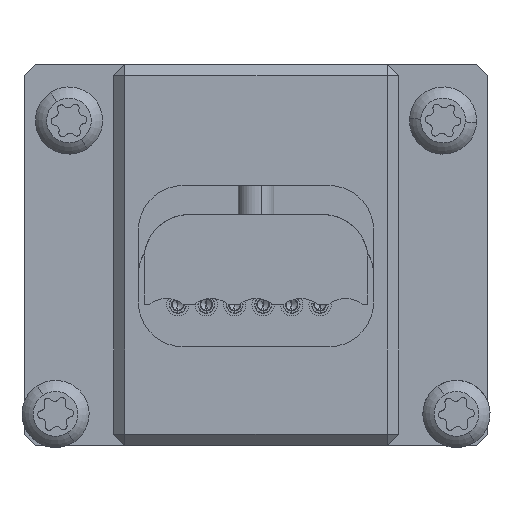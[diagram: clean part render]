
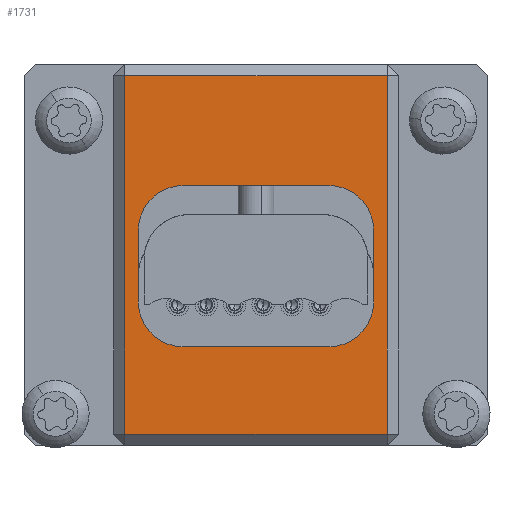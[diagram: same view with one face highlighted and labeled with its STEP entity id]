
A CAD part, front view. The second image highlights one B-rep face of the part: STEP entity #1731.
In plain terms, the highlighted planar face has unit normal (0, -1, 0).
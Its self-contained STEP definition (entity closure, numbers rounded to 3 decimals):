
#2 = DIRECTION ( 'NONE',  ( 0., 1., 0. ) ) ;
#140 = VERTEX_POINT ( 'NONE', #3649 ) ;
#174 = EDGE_CURVE ( 'Defeature ausgef�hrt1_139+Defeature ausgef�hrt1_166+Defeature ausgef�hrt1_167+Defeature ausgef�hrt1_165', #5807, #4515, #10821, .T. ) ;
#278 = EDGE_CURVE ( 'Defeature ausgef�hrt1_139+Defeature ausgef�hrt1_165+Defeature ausgef�hrt1_166+Defeature ausgef�hrt1_164', #4515, #4333, #16169, .T. ) ;
#315 = CARTESIAN_POINT ( 'NONE',  ( -3.25, -16.67, 2.5 ) ) ;
#398 = AXIS2_PLACEMENT_3D ( 'NONE', #2809, #5548, #2718 ) ;
#805 = VECTOR ( 'NONE', #13103, 1000. ) ;
#817 = DIRECTION ( 'NONE',  ( -1., 0., 0. ) ) ;
#853 = AXIS2_PLACEMENT_3D ( 'NONE', #8348, #13367, #817 ) ;
#1112 = CARTESIAN_POINT ( 'NONE',  ( 0., -16.67, 1.4 ) ) ;
#1446 = VECTOR ( 'NONE', #7063, 1000. ) ;
#1731 = ADVANCED_FACE ( 'Defeature ausgef�hrt1_139', ( #10235, #8885 ), #7459, .F. ) ;
#1973 = CIRCLE ( 'NONE', #8904, 2. ) ;
#2046 = CARTESIAN_POINT ( 'NONE',  ( 3.25, -16.67, 4.5 ) ) ;
#2491 = VECTOR ( 'NONE', #8283, 1000. ) ;
#2718 = DIRECTION ( 'NONE',  ( -1., 0., 0. ) ) ;
#2809 = CARTESIAN_POINT ( 'NONE',  ( 3.25, -16.67, -0.7 ) ) ;
#3149 = CARTESIAN_POINT ( 'NONE',  ( 3.25, -16.67, -2.7 ) ) ;
#3649 = CARTESIAN_POINT ( 'NONE',  ( 5.85, -16.67, -6.6 ) ) ;
#3886 = DIRECTION ( 'NONE',  ( 0., 1., 0. ) ) ;
#3976 = ORIENTED_EDGE ( 'NONE', *, *, #7729, .F. ) ;
#4333 = VERTEX_POINT ( 'NONE', #6153 ) ;
#4458 = EDGE_CURVE ( 'Defeature ausgef�hrt1_139+Defeature ausgef�hrt1_156+Defeature ausgef�hrt1_161+Defeature ausgef�hrt1_155', #4577, #8545, #6578, .T. ) ;
#4515 = VERTEX_POINT ( 'NONE', #3149 ) ;
#4577 = VERTEX_POINT ( 'NONE', #13186 ) ;
#4587 = CARTESIAN_POINT ( 'NONE',  ( 5.25, -16.67, 0.5 ) ) ;
#4872 = DIRECTION ( 'NONE',  ( -1., 0., 0. ) ) ;
#4898 = DIRECTION ( 'NONE',  ( 1., 0., 0. ) ) ;
#5050 = EDGE_LOOP ( 'NONE', ( #11246, #9944, #14882, #3976, #8318, #14093, #10884, #15735 ) ) ;
#5067 = CARTESIAN_POINT ( 'NONE',  ( -5.85, -16.67, -6.6 ) ) ;
#5327 = DIRECTION ( 'NONE',  ( 0., -1., 0. ) ) ;
#5548 = DIRECTION ( 'NONE',  ( 0., 1., 0. ) ) ;
#5703 = VECTOR ( 'NONE', #4898, 1000. ) ;
#5807 = VERTEX_POINT ( 'NONE', #13093 ) ;
#5906 = EDGE_CURVE ( 'Defeature ausgef�hrt1_139+Defeature ausgef�hrt1_164+Defeature ausgef�hrt1_165+Defeature ausgef�hrt1_171', #4333, #15871, #6652, .T. ) ;
#6019 = LINE ( 'NONE', #4587, #12384 ) ;
#6149 = CARTESIAN_POINT ( 'NONE',  ( 0., -16.67, -6.6 ) ) ;
#6153 = CARTESIAN_POINT ( 'NONE',  ( -3.25, -16.67, -2.7 ) ) ;
#6459 = VERTEX_POINT ( 'NONE', #13032 ) ;
#6578 = LINE ( 'NONE', #16508, #10789 ) ;
#6652 = CIRCLE ( 'NONE', #13065, 2. ) ;
#6757 = DIRECTION ( 'NONE',  ( -1., 0., 0. ) ) ;
#7063 = DIRECTION ( 'NONE',  ( -1., 0., 0. ) ) ;
#7106 = ORIENTED_EDGE ( 'NONE', *, *, #13662, .T. ) ;
#7302 = CARTESIAN_POINT ( 'NONE',  ( -3.25, -16.67, 4.5 ) ) ;
#7321 = LINE ( 'NONE', #15563, #12886 ) ;
#7459 = PLANE ( 'NONE',  #8430 ) ;
#7729 = EDGE_CURVE ( 'Defeature ausgef�hrt1_179+Defeature ausgef�hrt1_139+Defeature ausgef�hrt1_167+Defeature ausgef�hrt1_178', #7969, #9758, #16027, .T. ) ;
#7881 = DIRECTION ( 'NONE',  ( -1., 0., 0. ) ) ;
#7903 = ORIENTED_EDGE ( 'NONE', *, *, #15858, .T. ) ;
#7969 = VERTEX_POINT ( 'NONE', #13849 ) ;
#8283 = DIRECTION ( 'NONE',  ( 0., 0., -1. ) ) ;
#8318 = ORIENTED_EDGE ( 'NONE', *, *, #9077, .T. ) ;
#8348 = CARTESIAN_POINT ( 'NONE',  ( 3.25, -16.67, 2.5 ) ) ;
#8365 = EDGE_CURVE ( 'Defeature ausgef�hrt1_178+Defeature ausgef�hrt1_139+Defeature ausgef�hrt1_179+Defeature ausgef�hrt1_177', #9758, #13113, #7321, .T. ) ;
#8430 = AXIS2_PLACEMENT_3D ( 'NONE', #1112, #3886, #4872 ) ;
#8545 = VERTEX_POINT ( 'NONE', #9469 ) ;
#8885 = FACE_OUTER_BOUND ( 'NONE', #16024, .T. ) ;
#8904 = AXIS2_PLACEMENT_3D ( 'NONE', #315, #5327, #6757 ) ;
#9077 = EDGE_CURVE ( 'Defeature ausgef�hrt1_139+Defeature ausgef�hrt1_167+Defeature ausgef�hrt1_179+Defeature ausgef�hrt1_166', #7969, #5807, #6019, .T. ) ;
#9464 = CARTESIAN_POINT ( 'NONE',  ( -5.25, -16.67, 0.5 ) ) ;
#9469 = CARTESIAN_POINT ( 'NONE',  ( -5.85, -16.67, 9.4 ) ) ;
#9623 = DIRECTION ( 'NONE',  ( 0., 0., 1. ) ) ;
#9625 = CARTESIAN_POINT ( 'NONE',  ( -5.85, -16.67, 1.4 ) ) ;
#9694 = DIRECTION ( 'NONE',  ( 0., 0., -1. ) ) ;
#9758 = VERTEX_POINT ( 'NONE', #2046 ) ;
#9944 = ORIENTED_EDGE ( 'NONE', *, *, #15531, .F. ) ;
#10235 = FACE_BOUND ( 'NONE', #5050, .T. ) ;
#10436 = CARTESIAN_POINT ( 'NONE',  ( 5.85, -16.67, 1.4 ) ) ;
#10467 = EDGE_CURVE ( 'Defeature ausgef�hrt1_139+Defeature ausgef�hrt1_171+Defeature ausgef�hrt1_164+Defeature ausgef�hrt1_177', #15871, #6459, #12294, .T. ) ;
#10493 = ORIENTED_EDGE ( 'NONE', *, *, #4458, .T. ) ;
#10746 = CARTESIAN_POINT ( 'NONE',  ( 3.25, -16.67, -2.7 ) ) ;
#10789 = VECTOR ( 'NONE', #12601, 1000. ) ;
#10821 = CIRCLE ( 'NONE', #398, 2. ) ;
#10884 = ORIENTED_EDGE ( 'NONE', *, *, #278, .T. ) ;
#11246 = ORIENTED_EDGE ( 'NONE', *, *, #10467, .T. ) ;
#11354 = CARTESIAN_POINT ( 'NONE',  ( -5.25, -16.67, -0.7 ) ) ;
#11472 = CARTESIAN_POINT ( 'NONE',  ( -3.25, -16.67, -0.7 ) ) ;
#11763 = EDGE_CURVE ( 'Defeature ausgef�hrt1_139+Defeature ausgef�hrt1_155+Defeature ausgef�hrt1_156+Defeature ausgef�hrt1_160', #8545, #12353, #12391, .T. ) ;
#11864 = LINE ( 'NONE', #10436, #805 ) ;
#12294 = LINE ( 'NONE', #9464, #14719 ) ;
#12353 = VERTEX_POINT ( 'NONE', #5067 ) ;
#12384 = VECTOR ( 'NONE', #9694, 1000. ) ;
#12391 = LINE ( 'NONE', #9625, #2491 ) ;
#12601 = DIRECTION ( 'NONE',  ( -1., 0., 0. ) ) ;
#12844 = LINE ( 'NONE', #6149, #5703 ) ;
#12886 = VECTOR ( 'NONE', #7881, 1000. ) ;
#13032 = CARTESIAN_POINT ( 'NONE',  ( -5.25, -16.67, 2.5 ) ) ;
#13065 = AXIS2_PLACEMENT_3D ( 'NONE', #11472, #2, #13813 ) ;
#13093 = CARTESIAN_POINT ( 'NONE',  ( 5.25, -16.67, -0.7 ) ) ;
#13103 = DIRECTION ( 'NONE',  ( 0., 0., 1. ) ) ;
#13113 = VERTEX_POINT ( 'NONE', #7302 ) ;
#13186 = CARTESIAN_POINT ( 'NONE',  ( 5.85, -16.67, 9.4 ) ) ;
#13367 = DIRECTION ( 'NONE',  ( 0., -1., 0. ) ) ;
#13662 = EDGE_CURVE ( 'Defeature ausgef�hrt1_139+Defeature ausgef�hrt1_161+Defeature ausgef�hrt1_160+Defeature ausgef�hrt1_156', #140, #4577, #11864, .T. ) ;
#13813 = DIRECTION ( 'NONE',  ( -1., 0., 0. ) ) ;
#13849 = CARTESIAN_POINT ( 'NONE',  ( 5.25, -16.67, 2.5 ) ) ;
#14093 = ORIENTED_EDGE ( 'NONE', *, *, #174, .T. ) ;
#14719 = VECTOR ( 'NONE', #9623, 1000. ) ;
#14818 = ORIENTED_EDGE ( 'NONE', *, *, #11763, .T. ) ;
#14882 = ORIENTED_EDGE ( 'NONE', *, *, #8365, .F. ) ;
#15531 = EDGE_CURVE ( 'Defeature ausgef�hrt1_177+Defeature ausgef�hrt1_139+Defeature ausgef�hrt1_178+Defeature ausgef�hrt1_171', #13113, #6459, #1973, .T. ) ;
#15563 = CARTESIAN_POINT ( 'NONE',  ( -3.25, -16.67, 4.5 ) ) ;
#15735 = ORIENTED_EDGE ( 'NONE', *, *, #5906, .T. ) ;
#15858 = EDGE_CURVE ( 'Defeature ausgef�hrt1_139+Defeature ausgef�hrt1_160+Defeature ausgef�hrt1_155+Defeature ausgef�hrt1_161', #12353, #140, #12844, .T. ) ;
#15871 = VERTEX_POINT ( 'NONE', #11354 ) ;
#16024 = EDGE_LOOP ( 'NONE', ( #14818, #7903, #7106, #10493 ) ) ;
#16027 = CIRCLE ( 'NONE', #853, 2. ) ;
#16169 = LINE ( 'NONE', #10746, #1446 ) ;
#16508 = CARTESIAN_POINT ( 'NONE',  ( 0., -16.67, 9.4 ) ) ;
